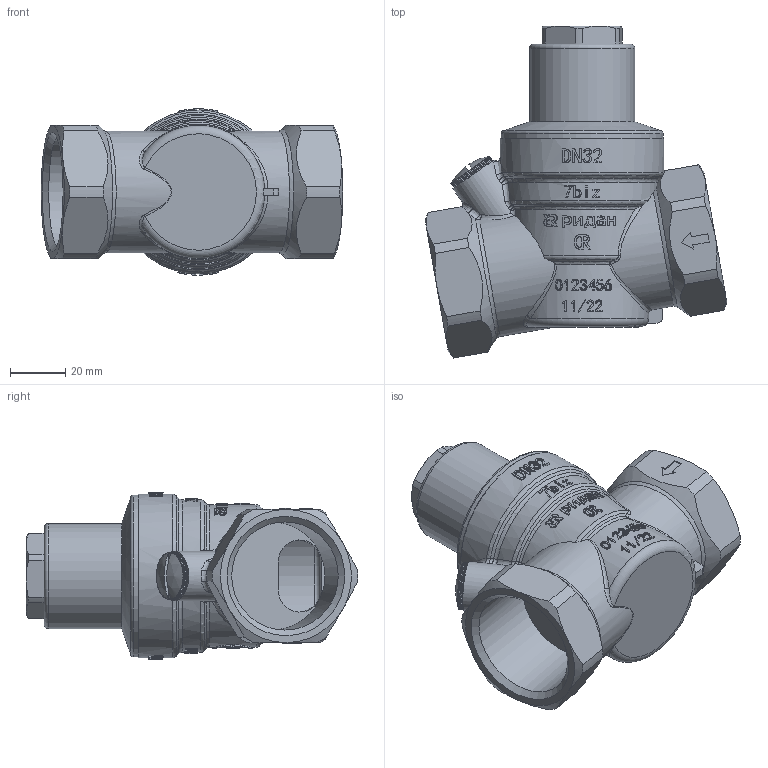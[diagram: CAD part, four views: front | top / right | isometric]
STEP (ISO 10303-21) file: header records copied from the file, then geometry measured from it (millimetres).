
FILE_DESCRIPTION(/* description */ ('STEP AP203'),/* implementation_level */ '2;1');
FILE_NAME(/* name */ 'G1-1-4.stp',/* time_stamp */ '2023-02-18T22:14:05+08:00',/* author */ ('lxr13'),/* organization */ ('Microsoft'),/* preprocessor_version */ 'ST-DEVELOPER v18.1',/* originating_system */ 'Autodesk Inventor 2022',/* authorisation */ '');
FILE_SCHEMA (('AUTOMOTIVE_DESIGN { 1 0 10303 214 3 1 1 }'));
Products named in the file (7): 1-1-4装配体-000; 1-1-4Ìå-IDC; ·§Ã±-IDC; µ÷½ÚË¿¸Ë-IDC; 12x1.5OÐÍÈ¦-IDC; 13x1.5OÐÍÈ¦-IDC; HP WR15C-04-IDC
Assembly tree (6 placements, depth 2):
  1-1-4装配体-000
    1-1-4Ìå-IDC
    ·§Ã±-IDC
    µ÷½ÚË¿¸Ë-IDC
    12x1.5OÐÍÈ¦-IDC
    13x1.5OÐÍÈ¦-IDC
    HP WR15C-04-IDC
Bounding box: 108.79 x 119.68 x 60 mm (x, y, z)
Volume: 106194.6 mm3; surface area: 60371.8 mm2
Topology: 6 solids, 6 shells, 1067 faces, 2786 edges, 1806 vertices
Faces by surface type: plane 485, cylinder 253, bspline 248, cone 49, torus 24, sphere 8
Full cylindrical faces by diameter (mm): 3 x1, 6.5 x1, 8 x20, 8.3 x1, 9.6 x1, 11.5 x2, 12 x2, 12.1 x1, 13.1 x1, 16 x1, 17 x1, 32 x1, 38 x1, 39 x2, 41.6 x1, 46 x1, 46.5 x1, 49 x1, 52 x1, 52.5 x1, 54 x3, 58.5 x1, 59 x1
Entity records: 81140 total; most frequent: CARTESIAN_POINT 55852, ORIENTED_EDGE 5570, DIRECTION 4732, EDGE_CURVE 2785, VERTEX_POINT 1806, AXIS2_PLACEMENT_3D 1704, LINE 1324, VECTOR 1324
